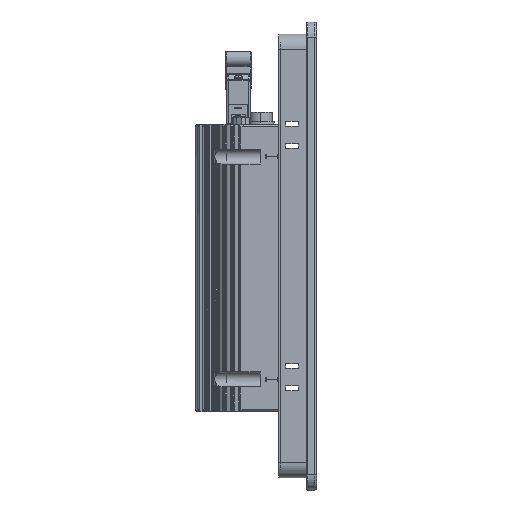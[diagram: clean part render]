
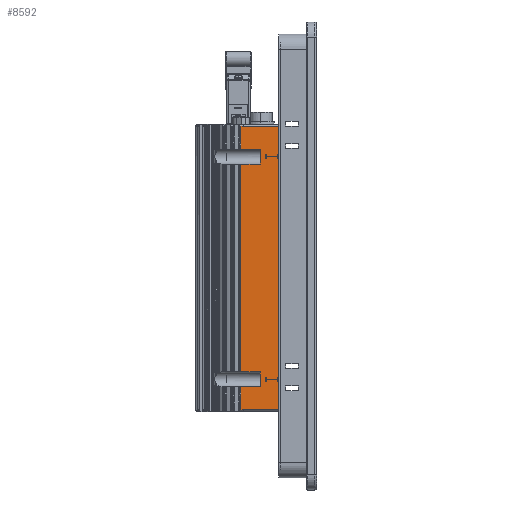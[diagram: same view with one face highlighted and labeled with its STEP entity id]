
A CAD part, left-side view. The second image highlights one B-rep face of the part: STEP entity #8592.
In plain terms, the highlighted planar face has unit normal (-1, 0, 0).
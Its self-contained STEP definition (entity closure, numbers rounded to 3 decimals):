
#533 = CARTESIAN_POINT ( 'NONE',  ( -132.999, 34.8, -69.943 ) ) ;
#1133 = CARTESIAN_POINT ( 'NONE',  ( -132.999, 15.8, 82.857 ) ) ;
#1195 = CARTESIAN_POINT ( 'NONE',  ( -132.999, 34.8, 82.857 ) ) ;
#2247 = CARTESIAN_POINT ( 'NONE',  ( -132.999, 36.38, 70.457 ) ) ;
#3015 = CARTESIAN_POINT ( 'NONE',  ( -132.999, 36.38, -69.895 ) ) ;
#4109 = LINE ( 'NONE', #14254, #67849 ) ;
#5830 = CARTESIAN_POINT ( 'NONE',  ( -132.999, 36.38, -71.043 ) ) ;
#7685 = ORIENTED_EDGE ( 'NONE', *, *, #73201, .T. ) ;
#7752 = VECTOR ( 'NONE', #56178, 1000. ) ;
#8592 = ADVANCED_FACE ( 'NONE', ( #138940 ), #92702, .T. ) ;
#8772 = CARTESIAN_POINT ( 'NONE',  ( -132.999, 36.38, 62.457 ) ) ;
#11496 = VECTOR ( 'NONE', #126581, 1000. ) ;
#13596 = CARTESIAN_POINT ( 'NONE',  ( -132.999, 35.327, -69.943 ) ) ;
#14254 = CARTESIAN_POINT ( 'NONE',  ( -132.999, 36.38, -71.043 ) ) ;
#15163 = CARTESIAN_POINT ( 'NONE',  ( -132.999, 36.38, -69.943 ) ) ;
#15588 = CARTESIAN_POINT ( 'NONE',  ( -132.999, 36.38, -57.543 ) ) ;
#15630 = CARTESIAN_POINT ( 'NONE',  ( -132.999, 36.38, 82.857 ) ) ;
#17193 = LINE ( 'NONE', #70030, #52584 ) ;
#17547 = VECTOR ( 'NONE', #117785, 1000. ) ;
#19653 = LINE ( 'NONE', #8772, #85852 ) ;
#22231 = VERTEX_POINT ( 'NONE', #55925 ) ;
#22284 = LINE ( 'NONE', #109808, #77905 ) ;
#23770 = CARTESIAN_POINT ( 'NONE',  ( -132.999, 25.8, -49.543 ) ) ;
#25821 = EDGE_CURVE ( 'NONE', #22231, #126881, #65266, .T. ) ;
#25935 = ORIENTED_EDGE ( 'NONE', *, *, #36229, .T. ) ;
#26134 = DIRECTION ( 'NONE',  ( -1., 0., 0. ) ) ;
#26447 = LINE ( 'NONE', #15588, #142815 ) ;
#29076 = ORIENTED_EDGE ( 'NONE', *, *, #47292, .T. ) ;
#30069 = EDGE_CURVE ( 'NONE', #77327, #134077, #101752, .T. ) ;
#30878 = EDGE_CURVE ( 'NONE', #126881, #129229, #22284, .T. ) ;
#31989 = ORIENTED_EDGE ( 'NONE', *, *, #142835, .T. ) ;
#32040 = EDGE_CURVE ( 'NONE', #141395, #97891, #94806, .T. ) ;
#33666 = VERTEX_POINT ( 'NONE', #143144 ) ;
#34740 = VERTEX_POINT ( 'NONE', #55994 ) ;
#34979 = DIRECTION ( 'NONE',  ( 0., 0., -1. ) ) ;
#36229 = EDGE_CURVE ( 'NONE', #140364, #135245, #37718, .T. ) ;
#37718 = LINE ( 'NONE', #81150, #44890 ) ;
#38184 = DIRECTION ( 'NONE',  ( 0., 0., -1. ) ) ;
#42296 = VECTOR ( 'NONE', #109366, 1000. ) ;
#43194 = ORIENTED_EDGE ( 'NONE', *, *, #30069, .T. ) ;
#44890 = VECTOR ( 'NONE', #126704, 1000. ) ;
#47292 = EDGE_CURVE ( 'NONE', #33666, #22231, #89985, .T. ) ;
#47589 = DIRECTION ( 'NONE',  ( 0., 0., -1. ) ) ;
#51003 = VERTEX_POINT ( 'NONE', #101871 ) ;
#52584 = VECTOR ( 'NONE', #38184, 1000. ) ;
#53420 = LINE ( 'NONE', #72981, #17547 ) ;
#55569 = ORIENTED_EDGE ( 'NONE', *, *, #137539, .T. ) ;
#55925 = CARTESIAN_POINT ( 'NONE',  ( -132.999, 36.38, 70.457 ) ) ;
#55994 = CARTESIAN_POINT ( 'NONE',  ( -132.999, 36.38, -57.543 ) ) ;
#56178 = DIRECTION ( 'NONE',  ( 0., 0., -1. ) ) ;
#56627 = EDGE_CURVE ( 'NONE', #77327, #51003, #17193, .T. ) ;
#57033 = CARTESIAN_POINT ( 'NONE',  ( -132.999, 35.854, -69.927 ) ) ;
#58267 = VECTOR ( 'NONE', #34979, 1000. ) ;
#59238 = VECTOR ( 'NONE', #102458, 1000. ) ;
#60114 = ORIENTED_EDGE ( 'NONE', *, *, #108699, .T. ) ;
#62247 = EDGE_CURVE ( 'NONE', #135245, #88129, #53420, .T. ) ;
#64605 = ORIENTED_EDGE ( 'NONE', *, *, #62247, .T. ) ;
#65266 = LINE ( 'NONE', #2247, #42296 ) ;
#65284 = EDGE_CURVE ( 'NONE', #33666, #134077, #123596, .T. ) ;
#67849 = VECTOR ( 'NONE', #47589, 1000. ) ;
#70030 = CARTESIAN_POINT ( 'NONE',  ( -132.999, 15.8, -71.043 ) ) ;
#70073 = CARTESIAN_POINT ( 'NONE',  ( -132.999, 25.8, 70.457 ) ) ;
#70555 = CARTESIAN_POINT ( 'NONE',  ( -132.999, 34.8, 82.857 ) ) ;
#70583 = DIRECTION ( 'NONE',  ( 0., 1., 0. ) ) ;
#70893 = LINE ( 'NONE', #15163, #11496 ) ;
#72981 = CARTESIAN_POINT ( 'NONE',  ( -132.999, 25.8, -71.043 ) ) ;
#73201 = EDGE_CURVE ( 'NONE', #88129, #34740, #26447, .T. ) ;
#77327 = VERTEX_POINT ( 'NONE', #1133 ) ;
#77905 = VECTOR ( 'NONE', #77995, 1000. ) ;
#77995 = DIRECTION ( 'NONE',  ( 0., 0., -1. ) ) ;
#78714 = CARTESIAN_POINT ( 'NONE',  ( -132.999, 36.38, -69.895 ) ) ;
#80012 = AXIS2_PLACEMENT_3D ( 'NONE', #5830, #26134, #126682 ) ;
#81150 = CARTESIAN_POINT ( 'NONE',  ( -132.999, 36.38, -49.543 ) ) ;
#81173 = CARTESIAN_POINT ( 'NONE',  ( -132.999, 36.38, -49.543 ) ) ;
#85852 = VECTOR ( 'NONE', #97067, 1000. ) ;
#87918 = CARTESIAN_POINT ( 'NONE',  ( -132.999, 25.8, 62.457 ) ) ;
#88129 = VERTEX_POINT ( 'NONE', #115604 ) ;
#89888 = CARTESIAN_POINT ( 'NONE',  ( -132.999, 36.38, 62.457 ) ) ;
#89985 = LINE ( 'NONE', #134083, #58267 ) ;
#90250 = CARTESIAN_POINT ( 'NONE',  ( -132.999, 36.38, 82.809 ) ) ;
#92597 = ORIENTED_EDGE ( 'NONE', *, *, #32040, .T. ) ;
#92702 = PLANE ( 'NONE',  #80012 ) ;
#94806 = B_SPLINE_CURVE_WITH_KNOTS ( 'NONE', 3,
 ( #78714, #57033, #13596, #533 ),
 .UNSPECIFIED., .F., .F.,
 ( 4, 4 ),
 ( 0., 0.002 ),
 .UNSPECIFIED. ) ;
#96138 = ORIENTED_EDGE ( 'NONE', *, *, #125288, .T. ) ;
#97067 = DIRECTION ( 'NONE',  ( 0., 1., 0. ) ) ;
#97891 = VERTEX_POINT ( 'NONE', #125164 ) ;
#99601 = ORIENTED_EDGE ( 'NONE', *, *, #65284, .F. ) ;
#101752 = LINE ( 'NONE', #15630, #59238 ) ;
#101871 = CARTESIAN_POINT ( 'NONE',  ( -132.999, 15.8, -69.943 ) ) ;
#102458 = DIRECTION ( 'NONE',  ( 0., 1., 0. ) ) ;
#108699 = EDGE_CURVE ( 'NONE', #113511, #140364, #4109, .T. ) ;
#109366 = DIRECTION ( 'NONE',  ( 0., -1., 0. ) ) ;
#109808 = CARTESIAN_POINT ( 'NONE',  ( -132.999, 25.8, -71.043 ) ) ;
#110873 = ORIENTED_EDGE ( 'NONE', *, *, #30878, .T. ) ;
#113511 = VERTEX_POINT ( 'NONE', #89888 ) ;
#115604 = CARTESIAN_POINT ( 'NONE',  ( -132.999, 25.8, -57.543 ) ) ;
#117785 = DIRECTION ( 'NONE',  ( 0., 0., -1. ) ) ;
#119869 = ORIENTED_EDGE ( 'NONE', *, *, #25821, .T. ) ;
#121273 = LINE ( 'NONE', #130699, #7752 ) ;
#123596 = B_SPLINE_CURVE_WITH_KNOTS ( 'NONE', 3,
 ( #90250, #133617, #132174, #1195 ),
 .UNSPECIFIED., .F., .F.,
 ( 4, 4 ),
 ( 0., 0.002 ),
 .UNSPECIFIED. ) ;
#125164 = CARTESIAN_POINT ( 'NONE',  ( -132.999, 34.8, -69.943 ) ) ;
#125288 = EDGE_CURVE ( 'NONE', #129229, #113511, #19653, .T. ) ;
#126581 = DIRECTION ( 'NONE',  ( 0., -1., 0. ) ) ;
#126682 = DIRECTION ( 'NONE',  ( 0., 0., 1. ) ) ;
#126704 = DIRECTION ( 'NONE',  ( 0., -1., 0. ) ) ;
#126881 = VERTEX_POINT ( 'NONE', #70073 ) ;
#129229 = VERTEX_POINT ( 'NONE', #87918 ) ;
#130699 = CARTESIAN_POINT ( 'NONE',  ( -132.999, 36.38, -71.043 ) ) ;
#132174 = CARTESIAN_POINT ( 'NONE',  ( -132.999, 35.327, 82.857 ) ) ;
#133617 = CARTESIAN_POINT ( 'NONE',  ( -132.999, 35.854, 82.841 ) ) ;
#134077 = VERTEX_POINT ( 'NONE', #70555 ) ;
#134083 = CARTESIAN_POINT ( 'NONE',  ( -132.999, 36.38, -71.043 ) ) ;
#135245 = VERTEX_POINT ( 'NONE', #23770 ) ;
#137539 = EDGE_CURVE ( 'NONE', #97891, #51003, #70893, .T. ) ;
#138940 = FACE_OUTER_BOUND ( 'NONE', #139890, .T. ) ;
#139362 = ORIENTED_EDGE ( 'NONE', *, *, #56627, .F. ) ;
#139890 = EDGE_LOOP ( 'NONE', ( #96138, #60114, #25935, #64605, #7685, #31989, #92597, #55569, #139362, #43194, #99601, #29076, #119869, #110873 ) ) ;
#140364 = VERTEX_POINT ( 'NONE', #81173 ) ;
#141395 = VERTEX_POINT ( 'NONE', #3015 ) ;
#142815 = VECTOR ( 'NONE', #70583, 1000. ) ;
#142835 = EDGE_CURVE ( 'NONE', #34740, #141395, #121273, .T. ) ;
#143144 = CARTESIAN_POINT ( 'NONE',  ( -132.999, 36.38, 82.809 ) ) ;
